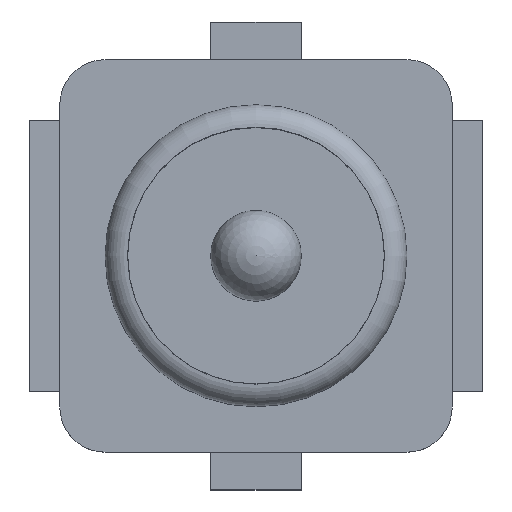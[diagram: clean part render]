
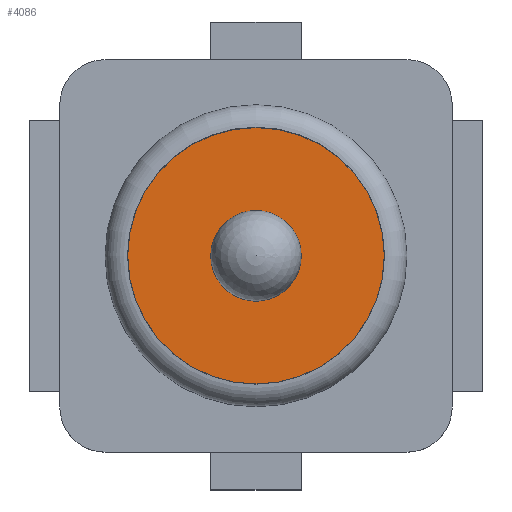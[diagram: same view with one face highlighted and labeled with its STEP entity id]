
A CAD part, top view. The second image highlights one B-rep face of the part: STEP entity #4086.
In plain terms, the highlighted planar face has unit normal (0, 0, 1).
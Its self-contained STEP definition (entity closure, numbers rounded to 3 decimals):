
#4012 = CYLINDRICAL_SURFACE('',#4013,0.85);
#4013 = AXIS2_PLACEMENT_3D('',#4014,#4015,#4016);
#4014 = CARTESIAN_POINT('',(0.,0.,0.33));
#4015 = DIRECTION('',(-0.,-0.,-1.));
#4016 = DIRECTION('',(1.,0.,0.));
#4031 = EDGE_CURVE('',#4032,#4032,#4034,.T.);
#4032 = VERTEX_POINT('',#4033);
#4033 = CARTESIAN_POINT('',(0.85,0.,0.35));
#4034 = SURFACE_CURVE('',#4035,(#4040,#4047),.PCURVE_S1.);
#4035 = CIRCLE('',#4036,0.85);
#4036 = AXIS2_PLACEMENT_3D('',#4037,#4038,#4039);
#4037 = CARTESIAN_POINT('',(0.,0.,0.35));
#4038 = DIRECTION('',(0.,0.,-1.));
#4039 = DIRECTION('',(1.,0.,0.));
#4040 = PCURVE('',#4012,#4041);
#4041 = DEFINITIONAL_REPRESENTATION('',(#4042),#4046);
#4042 = LINE('',#4043,#4044);
#4043 = CARTESIAN_POINT('',(-6.283,-0.02));
#4044 = VECTOR('',#4045,1.);
#4045 = DIRECTION('',(1.,-0.));
#4046 = ( GEOMETRIC_REPRESENTATION_CONTEXT(2) 
PARAMETRIC_REPRESENTATION_CONTEXT() REPRESENTATION_CONTEXT('2D SPACE',''
  ) );
#4047 = PCURVE('',#4048,#4053);
#4048 = PLANE('',#4049);
#4049 = AXIS2_PLACEMENT_3D('',#4050,#4051,#4052);
#4050 = CARTESIAN_POINT('',(0.,0.,0.35));
#4051 = DIRECTION('',(0.,0.,1.));
#4052 = DIRECTION('',(1.,0.,0.));
#4053 = DEFINITIONAL_REPRESENTATION('',(#4054),#4062);
#4054 = ( BOUNDED_CURVE() B_SPLINE_CURVE(2,(#4055,#4056,#4057,#4058,
#4059,#4060,#4061),.UNSPECIFIED.,.T.,.F.) B_SPLINE_CURVE_WITH_KNOTS((1,2
    ,2,2,2,1),(-2.094,0.,2.094,4.189,
6.283,8.378),.UNSPECIFIED.) CURVE() 
GEOMETRIC_REPRESENTATION_ITEM() RATIONAL_B_SPLINE_CURVE((1.,0.5,1.,0.5,
1.,0.5,1.)) REPRESENTATION_ITEM('') );
#4055 = CARTESIAN_POINT('',(0.85,0.));
#4056 = CARTESIAN_POINT('',(0.85,-1.472));
#4057 = CARTESIAN_POINT('',(-0.425,-0.736));
#4058 = CARTESIAN_POINT('',(-1.7,0.));
#4059 = CARTESIAN_POINT('',(-0.425,0.736));
#4060 = CARTESIAN_POINT('',(0.85,1.472));
#4061 = CARTESIAN_POINT('',(0.85,0.));
#4062 = ( GEOMETRIC_REPRESENTATION_CONTEXT(2) 
PARAMETRIC_REPRESENTATION_CONTEXT() REPRESENTATION_CONTEXT('2D SPACE',''
  ) );
#4086 = ADVANCED_FACE('',(#4087,#4090),#4048,.T.);
#4087 = FACE_BOUND('',#4088,.T.);
#4088 = EDGE_LOOP('',(#4089));
#4089 = ORIENTED_EDGE('',*,*,#4031,.F.);
#4090 = FACE_BOUND('',#4091,.T.);
#4091 = EDGE_LOOP('',(#4092));
#4092 = ORIENTED_EDGE('',*,*,#4093,.T.);
#4093 = EDGE_CURVE('',#4094,#4094,#4096,.T.);
#4094 = VERTEX_POINT('',#4095);
#4095 = CARTESIAN_POINT('',(0.3,0.,0.35));
#4096 = SURFACE_CURVE('',#4097,(#4102,#4113),.PCURVE_S1.);
#4097 = CIRCLE('',#4098,0.3);
#4098 = AXIS2_PLACEMENT_3D('',#4099,#4100,#4101);
#4099 = CARTESIAN_POINT('',(0.,0.,0.35));
#4100 = DIRECTION('',(0.,0.,-1.));
#4101 = DIRECTION('',(1.,0.,0.));
#4102 = PCURVE('',#4048,#4103);
#4103 = DEFINITIONAL_REPRESENTATION('',(#4104),#4112);
#4104 = ( BOUNDED_CURVE() B_SPLINE_CURVE(2,(#4105,#4106,#4107,#4108,
#4109,#4110,#4111),.UNSPECIFIED.,.T.,.F.) B_SPLINE_CURVE_WITH_KNOTS((1,2
    ,2,2,2,1),(-2.094,0.,2.094,4.189,
6.283,8.378),.UNSPECIFIED.) CURVE() 
GEOMETRIC_REPRESENTATION_ITEM() RATIONAL_B_SPLINE_CURVE((1.,0.5,1.,0.5,
1.,0.5,1.)) REPRESENTATION_ITEM('') );
#4105 = CARTESIAN_POINT('',(0.3,0.));
#4106 = CARTESIAN_POINT('',(0.3,-0.52));
#4107 = CARTESIAN_POINT('',(-0.15,-0.26));
#4108 = CARTESIAN_POINT('',(-0.6,0.));
#4109 = CARTESIAN_POINT('',(-0.15,0.26));
#4110 = CARTESIAN_POINT('',(0.3,0.52));
#4111 = CARTESIAN_POINT('',(0.3,0.));
#4112 = ( GEOMETRIC_REPRESENTATION_CONTEXT(2) 
PARAMETRIC_REPRESENTATION_CONTEXT() REPRESENTATION_CONTEXT('2D SPACE',''
  ) );
#4113 = PCURVE('',#4114,#4119);
#4114 = CYLINDRICAL_SURFACE('',#4115,0.3);
#4115 = AXIS2_PLACEMENT_3D('',#4116,#4117,#4118);
#4116 = CARTESIAN_POINT('',(0.,0.,0.34));
#4117 = DIRECTION('',(-0.,-0.,-1.));
#4118 = DIRECTION('',(1.,0.,0.));
#4119 = DEFINITIONAL_REPRESENTATION('',(#4120),#4124);
#4120 = LINE('',#4121,#4122);
#4121 = CARTESIAN_POINT('',(-6.283,-0.01));
#4122 = VECTOR('',#4123,1.);
#4123 = DIRECTION('',(1.,-0.));
#4124 = ( GEOMETRIC_REPRESENTATION_CONTEXT(2) 
PARAMETRIC_REPRESENTATION_CONTEXT() REPRESENTATION_CONTEXT('2D SPACE',''
  ) );
